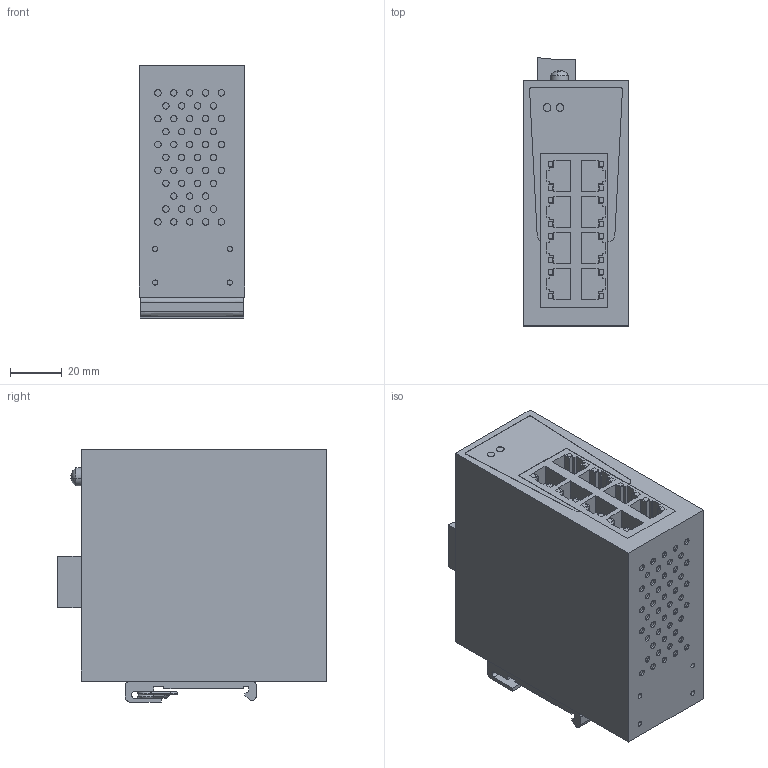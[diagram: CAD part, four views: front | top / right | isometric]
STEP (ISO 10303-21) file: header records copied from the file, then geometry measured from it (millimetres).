
FILE_DESCRIPTION(('CATIA V5 STEP Exchange','CAx-IF Rec.Pracs.--- Model Styling and Organization---1.4--- 2014-01-23'),'2;1');
FILE_NAME ('1169940-1_0_2705000000_S3D_IE_SW_EL08_8GT-MINI.stp','2022-11-21T06:17:02+00:00',('none'),('Weidmueller'),'CATIA Version 5-6 Release 2016 SP3 HF44','CATIA V5 STEP AP214','none');
FILE_SCHEMA(('AUTOMOTIVE_DESIGN { 1 0 10303 214 1 1 1 1 }'));
Length unit declared in the file: millimetre
Products named in the file (1): S3D_IE_SW_EL08_8GT-MINI
Bounding box: 41 x 104.05 x 97.8 mm (x, y, z)
Volume: 349872.3 mm3; surface area: 52982.6 mm2
Topology: 28 solids, 28 shells, 812 faces, 1862 edges, 1234 vertices
Faces by surface type: plane 548, cylinder 233, torus 20, extrusion 7, sphere 4
Entity records: 23027 total; most frequent: CARTESIAN_POINT 4935, ORIENTED_EDGE 3724, DIRECTION 2882, EDGE_CURVE 1862, VECTOR 1314, LINE 1307, VERTEX_POINT 1234, AXIS2_PLACEMENT_3D 991
